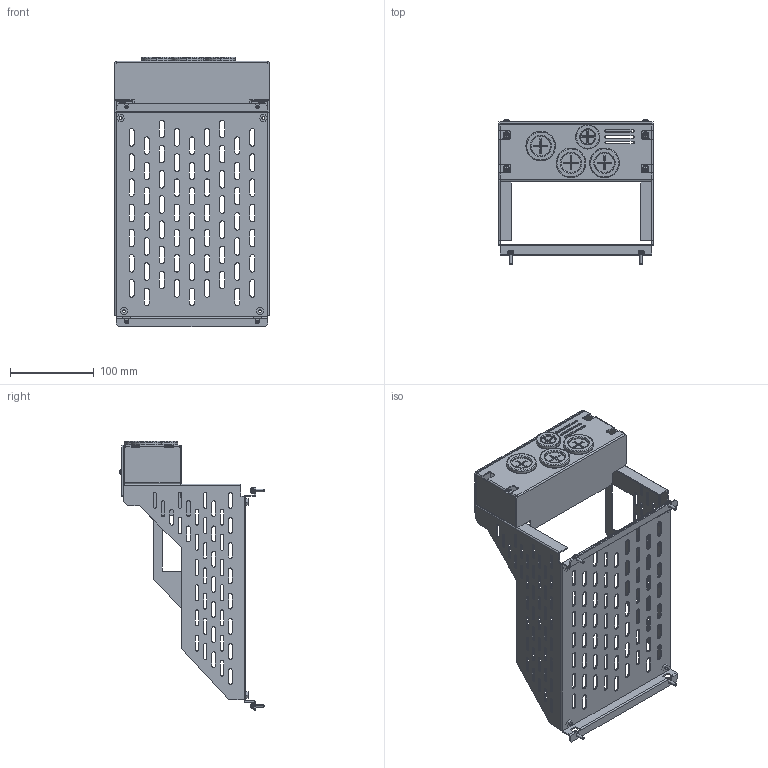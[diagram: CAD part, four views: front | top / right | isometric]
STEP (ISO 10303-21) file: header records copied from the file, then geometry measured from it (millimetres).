
FILE_DESCRIPTION (( 'STEP AP214' ), '1' );
FILE_NAME ('ACG-N1D.STEP', '2024-05-14T16:14:01', ( '' ), ( '' ), 'SwSTEP 2.0', 'SolidWorks 2021', '' );
FILE_SCHEMA (( 'AUTOMOTIVE_DESIGN' ));
Length unit declared in the file: inch
Products named in the file (1): ACG-N1D
Bounding box: 184.2 x 172.55 x 320.8 mm (x, y, z)
Volume: 230512.9 mm3; surface area: 300250.1 mm2
Topology: 18 solids, 18 shells, 1658 faces, 4576 edges, 3024 vertices
Faces by surface type: plane 824, cylinder 695, bspline 97, cone 38, torus 4
Entity records: 57054 total; most frequent: CARTESIAN_POINT 13250, ORIENTED_EDGE 9152, DIRECTION 9034, EDGE_CURVE 4576, AXIS2_PLACEMENT_3D 3136, VERTEX_POINT 3024, LINE 2762, VECTOR 2762
